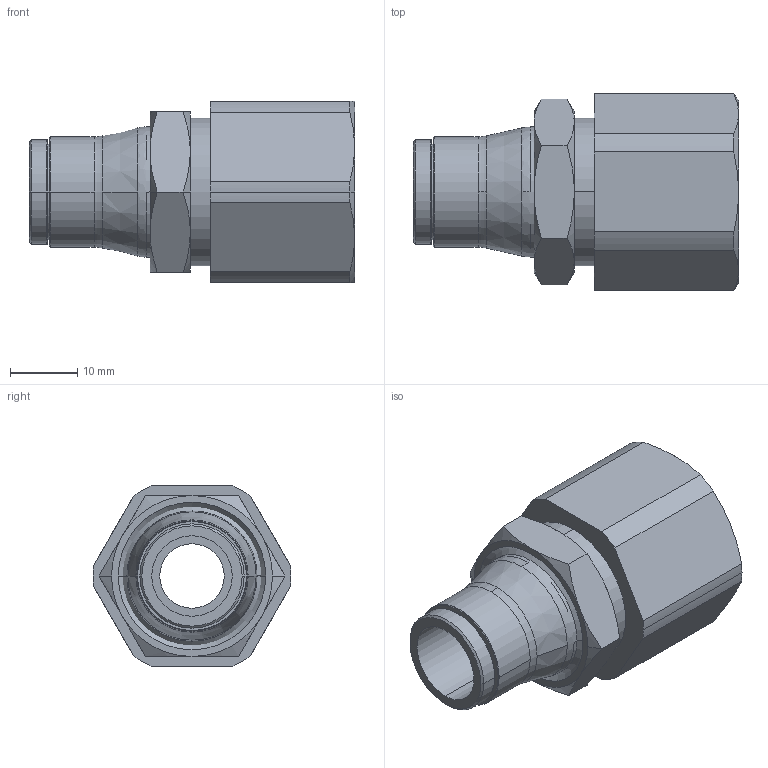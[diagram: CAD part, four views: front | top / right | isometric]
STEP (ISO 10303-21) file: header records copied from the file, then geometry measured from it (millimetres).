
FILE_DESCRIPTION(('STEP AP214'),'1');
FILE_NAME('3636_12_21.stp','2016-07-07T14:26:30',('TraceParts'),('TraceParts S.A.'),'Spatial InterOp 3D',' ',' ');
FILE_SCHEMA(('automotive_design'));
Length unit declared in the file: millimetre
Products named in the file (2): 1; 2
Bounding box: 48.5 x 29.5 x 27 mm (x, y, z)
Volume: 13596.7 mm3; surface area: 7812.7 mm2
Topology: 2 solids, 2 shells, 95 faces, 218 edges, 134 vertices
Faces by surface type: cone 38, cylinder 28, plane 23, torus 6
Entity records: 2770 total; most frequent: CARTESIAN_POINT 593, DIRECTION 492, ORIENTED_EDGE 436, EDGE_CURVE 218, AXIS2_PLACEMENT_3D 213, VERTEX_POINT 134, CIRCLE 116, EDGE_LOOP 106
